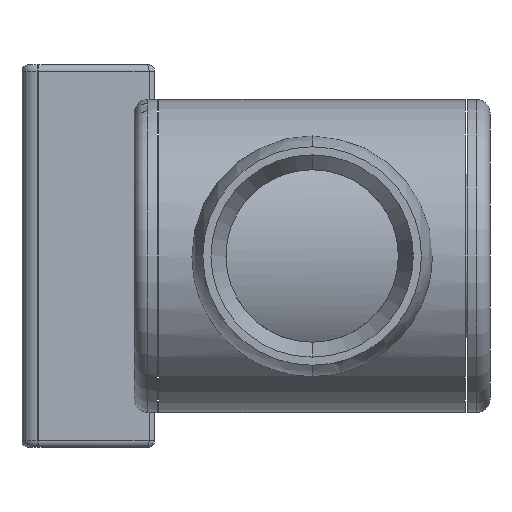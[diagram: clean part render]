
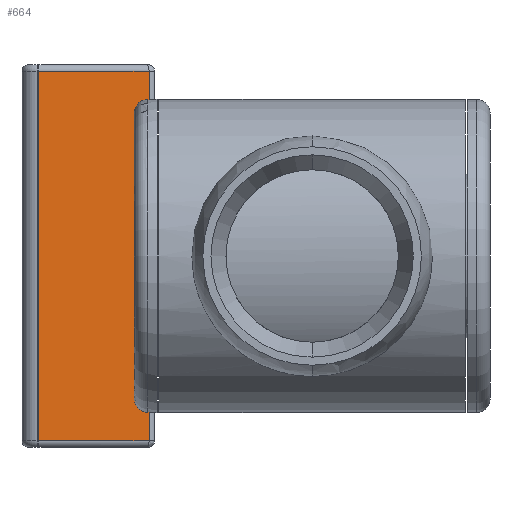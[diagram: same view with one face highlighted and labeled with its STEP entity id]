
A CAD part, left-side view. The second image highlights one B-rep face of the part: STEP entity #664.
In plain terms, the highlighted planar face has unit normal (-0.997, -0.08, 0).
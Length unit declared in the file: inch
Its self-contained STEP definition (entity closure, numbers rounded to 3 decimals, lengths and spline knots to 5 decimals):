
#291 = VERTEX_POINT ( 'NONE', #2042 ) ;
#374 = EDGE_CURVE ( 'NONE', #429, #291, #2421, .T. ) ;
#429 = VERTEX_POINT ( 'NONE', #2650 ) ;
#445 = EDGE_CURVE ( 'NONE', #495, #446, #2497, .T. ) ;
#446 = VERTEX_POINT ( 'NONE', #2496 ) ;
#451 = EDGE_CURVE ( 'NONE', #494, #495, #2478, .T. ) ;
#472 = EDGE_CURVE ( 'NONE', #473, #482, #2808, .T. ) ;
#473 = VERTEX_POINT ( 'NONE', #2807 ) ;
#481 = EDGE_CURVE ( 'NONE', #482, #494, #2804, .T. ) ;
#482 = VERTEX_POINT ( 'NONE', #2803 ) ;
#494 = VERTEX_POINT ( 'NONE', #2771 ) ;
#495 = VERTEX_POINT ( 'NONE', #2770 ) ;
#544 = VERTEX_POINT ( 'NONE', #2790 ) ;
#546 = EDGE_CURVE ( 'NONE', #446, #544, #2824, .T. ) ;
#632 = VERTEX_POINT ( 'NONE', #3009 ) ;
#634 = EDGE_CURVE ( 'NONE', #632, #544, #3008, .T. ) ;
#664 = ADVANCED_FACE ( 'NONE', ( #3029 ), #3034, .F. ) ;
#665 = EDGE_LOOP ( 'NONE', ( #666, #667, #669, #670, #671, #731, #732, #733, #734, #735 ) ) ;
#666 = ORIENTED_EDGE ( 'NONE', *, *, #374, .T. ) ;
#667 = ORIENTED_EDGE ( 'NONE', *, *, #668, .T. ) ;
#668 = EDGE_CURVE ( 'NONE', #291, #688, #3071, .T. ) ;
#669 = ORIENTED_EDGE ( 'NONE', *, *, #687, .F. ) ;
#670 = ORIENTED_EDGE ( 'NONE', *, *, #472, .T. ) ;
#671 = ORIENTED_EDGE ( 'NONE', *, *, #481, .T. ) ;
#687 = EDGE_CURVE ( 'NONE', #473, #688, #3059, .T. ) ;
#688 = VERTEX_POINT ( 'NONE', #3050 ) ;
#731 = ORIENTED_EDGE ( 'NONE', *, *, #451, .T. ) ;
#732 = ORIENTED_EDGE ( 'NONE', *, *, #445, .T. ) ;
#733 = ORIENTED_EDGE ( 'NONE', *, *, #546, .T. ) ;
#734 = ORIENTED_EDGE ( 'NONE', *, *, #634, .F. ) ;
#735 = ORIENTED_EDGE ( 'NONE', *, *, #736, .T. ) ;
#736 = EDGE_CURVE ( 'NONE', #632, #429, #3122, .T. ) ;
#2042 = CARTESIAN_POINT ( 'NONE',  ( 1.15523, 1.25387, -0.847 ) ) ;
#2418 = DIRECTION ( 'NONE',  ( 0., 0., -1. ) ) ;
#2419 = VECTOR ( 'NONE', #2418, 39.37008 ) ;
#2420 = CARTESIAN_POINT ( 'NONE',  ( 1.15523, 1.25387, 0.877 ) ) ;
#2421 = LINE ( 'NONE', #2420, #2419 ) ;
#2475 = DIRECTION ( 'NONE',  ( 0., 0., 1. ) ) ;
#2476 = VECTOR ( 'NONE', #2475, 39.37008 ) ;
#2477 = CARTESIAN_POINT ( 'NONE',  ( 1.19062, 0.815, 0. ) ) ;
#2478 = LINE ( 'NONE', #2477, #2476 ) ;
#2496 = CARTESIAN_POINT ( 'NONE',  ( 1.19562, 0.753, 0.7169 ) ) ;
#2497 = B_SPLINE_CURVE_WITH_KNOTS ( 'NONE', 3,
 ( #2593, #2592, #2591, #2590, #2589, #2588, #2587, #2586, #2585, #2584, #2583, #2582, #2581, #2580, #2579, #2578 ),
 .UNSPECIFIED., .F., .F.,
 ( 4, 2, 2, 2, 2, 2, 2, 4 ),
 ( 0.00246, 0.00277, 0.00308, 0.00339, 0.0037, 0.00401, 0.00432, 0.00493 ),
 .UNSPECIFIED. ) ;
#2578 = CARTESIAN_POINT ( 'NONE',  ( 1.19562, 0.753, 0.7169 ) ) ;
#2579 = CARTESIAN_POINT ( 'NONE',  ( 1.19496, 0.76119, 0.71687 ) ) ;
#2580 = CARTESIAN_POINT ( 'NONE',  ( 1.19431, 0.76924, 0.71523 ) ) ;
#2581 = CARTESIAN_POINT ( 'NONE',  ( 1.19341, 0.78049, 0.71052 ) ) ;
#2582 = CARTESIAN_POINT ( 'NONE',  ( 1.19311, 0.78411, 0.70857 ) ) ;
#2583 = CARTESIAN_POINT ( 'NONE',  ( 1.19257, 0.79081, 0.70405 ) ) ;
#2584 = CARTESIAN_POINT ( 'NONE',  ( 1.19232, 0.79394, 0.70148 ) ) ;
#2585 = CARTESIAN_POINT ( 'NONE',  ( 1.19185, 0.79973, 0.69566 ) ) ;
#2586 = CARTESIAN_POINT ( 'NONE',  ( 1.19165, 0.80229, 0.69252 ) ) ;
#2587 = CARTESIAN_POINT ( 'NONE',  ( 1.19129, 0.80678, 0.68579 ) ) ;
#2588 = CARTESIAN_POINT ( 'NONE',  ( 1.19113, 0.80872, 0.68215 ) ) ;
#2589 = CARTESIAN_POINT ( 'NONE',  ( 1.19088, 0.81183, 0.67462 ) ) ;
#2590 = CARTESIAN_POINT ( 'NONE',  ( 1.19078, 0.81301, 0.67074 ) ) ;
#2591 = CARTESIAN_POINT ( 'NONE',  ( 1.19066, 0.81459, 0.66277 ) ) ;
#2592 = CARTESIAN_POINT ( 'NONE',  ( 1.19062, 0.815, 0.65865 ) ) ;
#2593 = CARTESIAN_POINT ( 'NONE',  ( 1.19062, 0.815, 0.6546 ) ) ;
#2650 = CARTESIAN_POINT ( 'NONE',  ( 1.15523, 1.25387, 0.847 ) ) ;
#2652 = CARTESIAN_POINT ( 'NONE',  ( 1.19062, 0.815, -0.6546 ) ) ;
#2653 = CARTESIAN_POINT ( 'NONE',  ( 1.19062, 0.815, -0.66271 ) ) ;
#2654 = CARTESIAN_POINT ( 'NONE',  ( 1.19075, 0.81337, -0.6709 ) ) ;
#2655 = CARTESIAN_POINT ( 'NONE',  ( 1.19125, 0.80718, -0.68588 ) ) ;
#2656 = CARTESIAN_POINT ( 'NONE',  ( 1.19163, 0.80256, -0.69282 ) ) ;
#2657 = CARTESIAN_POINT ( 'NONE',  ( 1.19232, 0.79398, -0.70144 ) ) ;
#2658 = CARTESIAN_POINT ( 'NONE',  ( 1.19258, 0.79079, -0.70407 ) ) ;
#2659 = CARTESIAN_POINT ( 'NONE',  ( 1.19312, 0.78405, -0.7086 ) ) ;
#2683 = CARTESIAN_POINT ( 'NONE',  ( 1.19562, 0.753, -0.7169 ) ) ;
#2684 = CARTESIAN_POINT ( 'NONE',  ( 1.19578, 0.75106, -0.7169 ) ) ;
#2685 = CARTESIAN_POINT ( 'NONE',  ( 1.19594, 0.74911, -0.71691 ) ) ;
#2721 = CARTESIAN_POINT ( 'NONE',  ( 1.19341, 0.78049, -0.71052 ) ) ;
#2722 = CARTESIAN_POINT ( 'NONE',  ( 1.19401, 0.77299, -0.71366 ) ) ;
#2723 = CARTESIAN_POINT ( 'NONE',  ( 1.19433, 0.76905, -0.71487 ) ) ;
#2770 = CARTESIAN_POINT ( 'NONE',  ( 1.19062, 0.815, 0.6546 ) ) ;
#2771 = CARTESIAN_POINT ( 'NONE',  ( 1.19062, 0.815, -0.6546 ) ) ;
#2790 = CARTESIAN_POINT ( 'NONE',  ( 1.19609, 0.74717, 0.71692 ) ) ;
#2803 = CARTESIAN_POINT ( 'NONE',  ( 1.19562, 0.753, -0.7169 ) ) ;
#2804 = B_SPLINE_CURVE_WITH_KNOTS ( 'NONE', 3,
 ( #2828, #2827, #2826, #2723, #2722, #2721, #2659, #2658, #2657, #2656, #2655, #2654, #2653, #2652 ),
 .UNSPECIFIED., .F., .F.,
 ( 4, 2, 2, 2, 2, 2, 4 ),
 ( 0., 0.00031, 0.00062, 0.00093, 0.00124, 0.00185, 0.00247 ),
 .UNSPECIFIED. ) ;
#2807 = CARTESIAN_POINT ( 'NONE',  ( 1.19609, 0.74717, -0.71692 ) ) ;
#2808 =( BOUNDED_CURVE ( )  B_SPLINE_CURVE ( 3, ( #2830, #2685, #2684, #2683 ),
 .UNSPECIFIED., .F., .F. ) 
 B_SPLINE_CURVE_WITH_KNOTS ( ( 4, 4 ),
 ( 4.75269, 4.75334 ),
 .UNSPECIFIED. ) 
 CURVE ( )  GEOMETRIC_REPRESENTATION_ITEM ( )  RATIONAL_B_SPLINE_CURVE ( ( 1., 1., 1., 1. ) ) 
 REPRESENTATION_ITEM ( '' )  );
#2820 = CARTESIAN_POINT ( 'NONE',  ( 1.19609, 0.74717, 0.71692 ) ) ;
#2821 = CARTESIAN_POINT ( 'NONE',  ( 1.19594, 0.74911, 0.71691 ) ) ;
#2822 = CARTESIAN_POINT ( 'NONE',  ( 1.19578, 0.75106, 0.7169 ) ) ;
#2823 = CARTESIAN_POINT ( 'NONE',  ( 1.19562, 0.753, 0.7169 ) ) ;
#2824 =( BOUNDED_CURVE ( )  B_SPLINE_CURVE ( 3, ( #2823, #2822, #2821, #2820 ),
 .UNSPECIFIED., .F., .T. ) 
 B_SPLINE_CURVE_WITH_KNOTS ( ( 4, 4 ),
 ( 1.52984, 1.5305 ),
 .UNSPECIFIED. ) 
 CURVE ( )  GEOMETRIC_REPRESENTATION_ITEM ( )  RATIONAL_B_SPLINE_CURVE ( ( 1., 1., 1., 1. ) ) 
 REPRESENTATION_ITEM ( '' )  );
#2826 = CARTESIAN_POINT ( 'NONE',  ( 1.19497, 0.76113, -0.71647 ) ) ;
#2827 = CARTESIAN_POINT ( 'NONE',  ( 1.19529, 0.7571, -0.71688 ) ) ;
#2828 = CARTESIAN_POINT ( 'NONE',  ( 1.19562, 0.753, -0.7169 ) ) ;
#2830 = CARTESIAN_POINT ( 'NONE',  ( 1.19609, 0.74717, -0.71692 ) ) ;
#3005 = DIRECTION ( 'NONE',  ( 0., 0., -1. ) ) ;
#3006 = VECTOR ( 'NONE', #3005, 39.37008 ) ;
#3007 = CARTESIAN_POINT ( 'NONE',  ( 1.19609, 0.74717, 0.877 ) ) ;
#3008 = LINE ( 'NONE', #3007, #3006 ) ;
#3009 = CARTESIAN_POINT ( 'NONE',  ( 1.19609, 0.74717, 0.847 ) ) ;
#3028 = AXIS2_PLACEMENT_3D ( 'NONE', #3074, #3073, #3072 ) ;
#3029 = FACE_OUTER_BOUND ( 'NONE', #665, .T. ) ;
#3034 = PLANE ( 'NONE',  #3028 ) ;
#3050 = CARTESIAN_POINT ( 'NONE',  ( 1.19609, 0.74717, -0.847 ) ) ;
#3051 = DIRECTION ( 'NONE',  ( 0., 0., -1. ) ) ;
#3052 = VECTOR ( 'NONE', #3051, 39.37008 ) ;
#3053 = CARTESIAN_POINT ( 'NONE',  ( 1.19609, 0.74717, 0.877 ) ) ;
#3059 = LINE ( 'NONE', #3053, #3052 ) ;
#3068 = DIRECTION ( 'NONE',  ( 0.08, -0.997, 0. ) ) ;
#3069 = VECTOR ( 'NONE', #3068, 39.37008 ) ;
#3070 = CARTESIAN_POINT ( 'NONE',  ( 1.15523, 1.25387, -0.847 ) ) ;
#3071 = LINE ( 'NONE', #3070, #3069 ) ;
#3072 = DIRECTION ( 'NONE',  ( -0.08, 0.997, 0. ) ) ;
#3073 = DIRECTION ( 'NONE',  ( 0.997, 0.08, 0. ) ) ;
#3074 = CARTESIAN_POINT ( 'NONE',  ( 1.15523, 1.25387, 0.877 ) ) ;
#3119 = DIRECTION ( 'NONE',  ( -0.08, 0.997, 0. ) ) ;
#3120 = VECTOR ( 'NONE', #3119, 39.37008 ) ;
#3121 = CARTESIAN_POINT ( 'NONE',  ( 1.15523, 1.25387, 0.847 ) ) ;
#3122 = LINE ( 'NONE', #3121, #3120 ) ;
